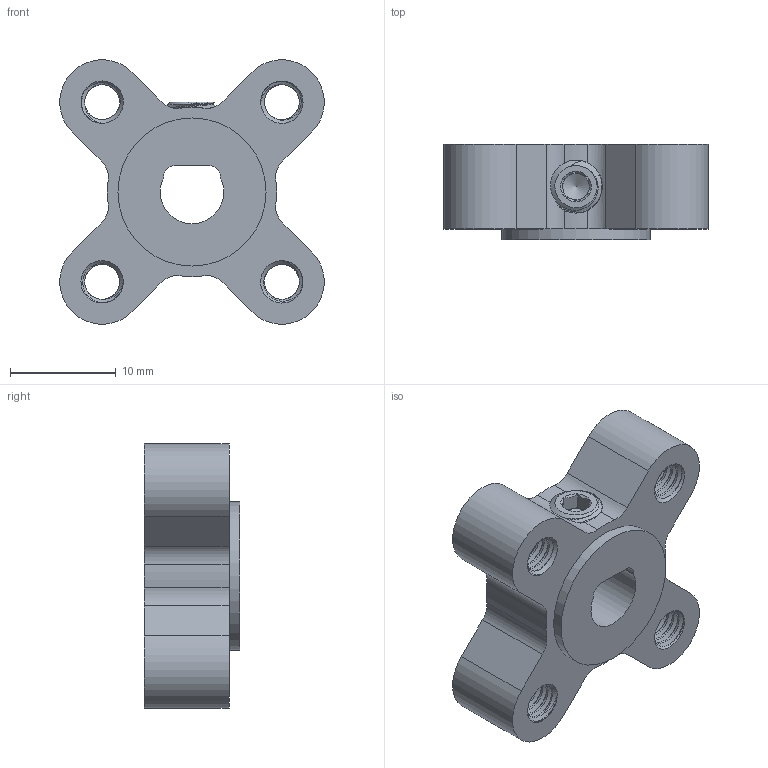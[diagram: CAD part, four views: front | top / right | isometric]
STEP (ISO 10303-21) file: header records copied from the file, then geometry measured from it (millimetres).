
FILE_DESCRIPTION( ( '' ), ' ' );
FILE_NAME( '5a2adcae5214870eedd3e7ab.step', '2017-12-08T18:40:47', ( '' ), ( '' ), ' ', ' ', ' ' );
FILE_SCHEMA( ( 'AUTOMOTIVE_DESIGN { 1 0 10303 214 1 1 1 1 }' ) );
Length unit declared in the file: metre
Products named in the file (3): Assem1; 1303-0024-0006; 2806-0005-0006_91390A118
Assembly tree (2 placements, depth 2):
  Assem1
    1303-0024-0006
    2806-0005-0006_91390A118
Bounding box: 24.94 x 9 x 24.94 mm (x, y, z)
Volume: 3103.1 mm3; surface area: 2632.7 mm2
Topology: 2 solids, 2 shells, 93 faces, 688 edges, 598 vertices
Faces by surface type: cylinder 35, plane 26, cone 18, bspline 14
Full cylindrical faces by diameter (mm): 13.98 x1
Entity records: 14248 total; most frequent: CARTESIAN_POINT 9501, ORIENTED_EDGE 1362, EDGE_CURVE 681, VERTEX_POINT 597, DIRECTION 430, AXIS2_PLACEMENT_3D 181, EDGE_LOOP 108, CIRCLE 99
